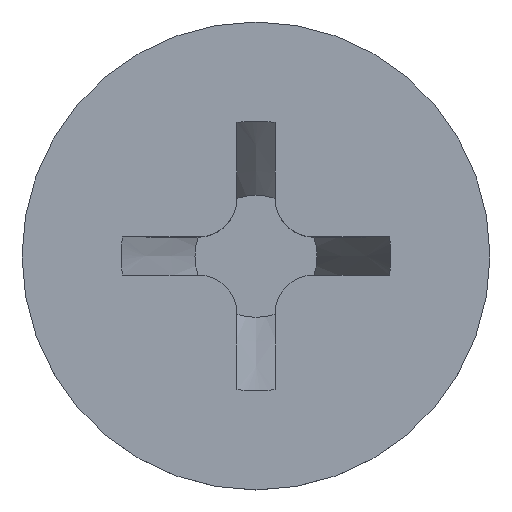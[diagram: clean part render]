
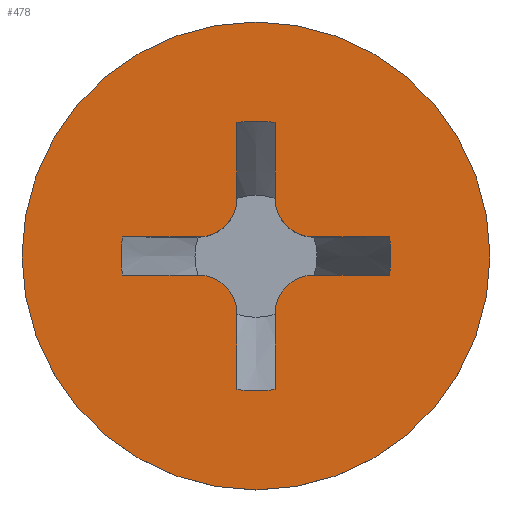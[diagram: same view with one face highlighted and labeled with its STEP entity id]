
A CAD part, top view. The second image highlights one B-rep face of the part: STEP entity #478.
In plain terms, the highlighted planar face has unit normal (0, 0, 1).
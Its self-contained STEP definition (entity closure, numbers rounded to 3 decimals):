
#38=FACE_BOUND('',#131,.T.);
#39=LINE('',#715,#71);
#40=LINE('',#719,#72);
#41=LINE('',#723,#73);
#42=LINE('',#727,#74);
#43=LINE('',#731,#75);
#44=LINE('',#735,#76);
#45=LINE('',#739,#77);
#46=LINE('',#743,#78);
#47=LINE('',#747,#79);
#48=LINE('',#751,#80);
#49=LINE('',#755,#81);
#50=LINE('',#759,#82);
#71=VECTOR('',#577,1.);
#72=VECTOR('',#580,1.);
#73=VECTOR('',#583,1.);
#74=VECTOR('',#586,1.);
#75=VECTOR('',#589,1.);
#76=VECTOR('',#592,1.);
#77=VECTOR('',#595,1.);
#78=VECTOR('',#598,1.);
#79=VECTOR('',#601,1.);
#80=VECTOR('',#604,1.);
#81=VECTOR('',#607,1.);
#82=VECTOR('',#610,1.);
#103=FACE_OUTER_BOUND('',#130,.T.);
#130=EDGE_LOOP('',(#297));
#131=EDGE_LOOP('',(#298,#299,#300,#301,#302,#303,#304,#305,#306,#307,#308,
#309,#310,#311,#312,#313,#314,#315,#316,#317,#318,#319,#320,#321));
#158=CIRCLE('',#520,4.6);
#159=CIRCLE('',#521,0.76);
#160=CIRCLE('',#522,2.65);
#161=CIRCLE('',#523,2.65);
#162=CIRCLE('',#524,0.76);
#163=CIRCLE('',#525,2.65);
#164=CIRCLE('',#526,2.65);
#165=CIRCLE('',#527,0.76);
#166=CIRCLE('',#528,2.65);
#167=CIRCLE('',#529,2.65);
#168=CIRCLE('',#530,0.76);
#169=CIRCLE('',#531,2.65);
#170=CIRCLE('',#532,2.65);
#183=VERTEX_POINT('',#711);
#184=VERTEX_POINT('',#713);
#185=VERTEX_POINT('',#714);
#186=VERTEX_POINT('',#716);
#187=VERTEX_POINT('',#718);
#188=VERTEX_POINT('',#720);
#189=VERTEX_POINT('',#722);
#190=VERTEX_POINT('',#724);
#191=VERTEX_POINT('',#726);
#192=VERTEX_POINT('',#728);
#193=VERTEX_POINT('',#730);
#194=VERTEX_POINT('',#732);
#195=VERTEX_POINT('',#734);
#196=VERTEX_POINT('',#736);
#197=VERTEX_POINT('',#738);
#198=VERTEX_POINT('',#740);
#199=VERTEX_POINT('',#742);
#200=VERTEX_POINT('',#744);
#201=VERTEX_POINT('',#746);
#202=VERTEX_POINT('',#748);
#203=VERTEX_POINT('',#750);
#204=VERTEX_POINT('',#752);
#205=VERTEX_POINT('',#754);
#206=VERTEX_POINT('',#756);
#207=VERTEX_POINT('',#758);
#228=EDGE_CURVE('',#183,#183,#158,.T.);
#229=EDGE_CURVE('',#184,#185,#39,.T.);
#230=EDGE_CURVE('',#185,#186,#159,.T.);
#231=EDGE_CURVE('',#186,#187,#40,.T.);
#232=EDGE_CURVE('',#188,#187,#160,.T.);
#233=EDGE_CURVE('',#188,#189,#41,.T.);
#234=EDGE_CURVE('',#190,#189,#161,.T.);
#235=EDGE_CURVE('',#190,#191,#42,.T.);
#236=EDGE_CURVE('',#191,#192,#162,.T.);
#237=EDGE_CURVE('',#192,#193,#43,.T.);
#238=EDGE_CURVE('',#194,#193,#163,.T.);
#239=EDGE_CURVE('',#194,#195,#44,.T.);
#240=EDGE_CURVE('',#196,#195,#164,.T.);
#241=EDGE_CURVE('',#196,#197,#45,.T.);
#242=EDGE_CURVE('',#197,#198,#165,.T.);
#243=EDGE_CURVE('',#198,#199,#46,.T.);
#244=EDGE_CURVE('',#200,#199,#166,.T.);
#245=EDGE_CURVE('',#200,#201,#47,.T.);
#246=EDGE_CURVE('',#202,#201,#167,.T.);
#247=EDGE_CURVE('',#202,#203,#48,.T.);
#248=EDGE_CURVE('',#203,#204,#168,.T.);
#249=EDGE_CURVE('',#204,#205,#49,.T.);
#250=EDGE_CURVE('',#206,#205,#169,.T.);
#251=EDGE_CURVE('',#206,#207,#50,.T.);
#252=EDGE_CURVE('',#184,#207,#170,.T.);
#297=ORIENTED_EDGE('',*,*,#228,.T.);
#298=ORIENTED_EDGE('',*,*,#229,.T.);
#299=ORIENTED_EDGE('',*,*,#230,.T.);
#300=ORIENTED_EDGE('',*,*,#231,.T.);
#301=ORIENTED_EDGE('',*,*,#232,.F.);
#302=ORIENTED_EDGE('',*,*,#233,.T.);
#303=ORIENTED_EDGE('',*,*,#234,.F.);
#304=ORIENTED_EDGE('',*,*,#235,.T.);
#305=ORIENTED_EDGE('',*,*,#236,.T.);
#306=ORIENTED_EDGE('',*,*,#237,.T.);
#307=ORIENTED_EDGE('',*,*,#238,.F.);
#308=ORIENTED_EDGE('',*,*,#239,.T.);
#309=ORIENTED_EDGE('',*,*,#240,.F.);
#310=ORIENTED_EDGE('',*,*,#241,.T.);
#311=ORIENTED_EDGE('',*,*,#242,.T.);
#312=ORIENTED_EDGE('',*,*,#243,.T.);
#313=ORIENTED_EDGE('',*,*,#244,.F.);
#314=ORIENTED_EDGE('',*,*,#245,.T.);
#315=ORIENTED_EDGE('',*,*,#246,.F.);
#316=ORIENTED_EDGE('',*,*,#247,.T.);
#317=ORIENTED_EDGE('',*,*,#248,.T.);
#318=ORIENTED_EDGE('',*,*,#249,.T.);
#319=ORIENTED_EDGE('',*,*,#250,.F.);
#320=ORIENTED_EDGE('',*,*,#251,.T.);
#321=ORIENTED_EDGE('',*,*,#252,.F.);
#435=PLANE('',#519);
#478=ADVANCED_FACE('',(#103,#38),#435,.T.);
#519=AXIS2_PLACEMENT_3D('',#710,#573,#574);
#520=AXIS2_PLACEMENT_3D('',#712,#575,#576);
#521=AXIS2_PLACEMENT_3D('',#717,#578,#579);
#522=AXIS2_PLACEMENT_3D('',#721,#581,#582);
#523=AXIS2_PLACEMENT_3D('',#725,#584,#585);
#524=AXIS2_PLACEMENT_3D('',#729,#587,#588);
#525=AXIS2_PLACEMENT_3D('',#733,#590,#591);
#526=AXIS2_PLACEMENT_3D('',#737,#593,#594);
#527=AXIS2_PLACEMENT_3D('',#741,#596,#597);
#528=AXIS2_PLACEMENT_3D('',#745,#599,#600);
#529=AXIS2_PLACEMENT_3D('',#749,#602,#603);
#530=AXIS2_PLACEMENT_3D('',#753,#605,#606);
#531=AXIS2_PLACEMENT_3D('',#757,#608,#609);
#532=AXIS2_PLACEMENT_3D('',#760,#611,#612);
#573=DIRECTION('center_axis',(0.,0.,1.));
#574=DIRECTION('ref_axis',(1.,0.,0.));
#575=DIRECTION('center_axis',(0.,0.,1.));
#576=DIRECTION('ref_axis',(1.,0.,0.));
#577=DIRECTION('',(-1.,0.,0.));
#578=DIRECTION('center_axis',(0.,0.,1.));
#579=DIRECTION('ref_axis',(1.,0.,0.));
#580=DIRECTION('',(0.,-1.,0.));
#581=DIRECTION('center_axis',(0.,0.,1.));
#582=DIRECTION('ref_axis',(1.,0.,0.));
#583=DIRECTION('',(-1.,0.,0.));
#584=DIRECTION('center_axis',(0.,0.,1.));
#585=DIRECTION('ref_axis',(1.,0.,0.));
#586=DIRECTION('',(0.,1.,0.));
#587=DIRECTION('center_axis',(0.,0.,1.));
#588=DIRECTION('ref_axis',(1.,0.,0.));
#589=DIRECTION('',(-1.,0.,0.));
#590=DIRECTION('center_axis',(0.,0.,1.));
#591=DIRECTION('ref_axis',(1.,0.,0.));
#592=DIRECTION('',(0.,1.,0.));
#593=DIRECTION('center_axis',(0.,0.,1.));
#594=DIRECTION('ref_axis',(1.,0.,0.));
#595=DIRECTION('',(1.,0.,0.));
#596=DIRECTION('center_axis',(0.,0.,1.));
#597=DIRECTION('ref_axis',(1.,0.,0.));
#598=DIRECTION('',(0.,1.,0.));
#599=DIRECTION('center_axis',(0.,0.,1.));
#600=DIRECTION('ref_axis',(1.,0.,0.));
#601=DIRECTION('',(1.,0.,0.));
#602=DIRECTION('center_axis',(0.,0.,1.));
#603=DIRECTION('ref_axis',(1.,0.,0.));
#604=DIRECTION('',(0.,-1.,0.));
#605=DIRECTION('center_axis',(0.,0.,1.));
#606=DIRECTION('ref_axis',(1.,0.,0.));
#607=DIRECTION('',(1.,0.,0.));
#608=DIRECTION('center_axis',(0.,0.,1.));
#609=DIRECTION('ref_axis',(1.,0.,0.));
#610=DIRECTION('',(0.,-1.,0.));
#611=DIRECTION('center_axis',(0.,0.,1.));
#612=DIRECTION('ref_axis',(1.,0.,0.));
#710=CARTESIAN_POINT('Origin',(0.,0.,2.5));
#711=CARTESIAN_POINT('',(-4.6,0.,2.5));
#712=CARTESIAN_POINT('Origin',(0.,0.,2.5));
#713=CARTESIAN_POINT('',(2.623,-0.375,2.5));
#714=CARTESIAN_POINT('',(1.135,-0.375,2.5));
#715=CARTESIAN_POINT('',(2.645,-0.375,2.5));
#716=CARTESIAN_POINT('',(0.375,-1.135,2.5));
#717=CARTESIAN_POINT('Origin',(1.135,-1.135,2.5));
#718=CARTESIAN_POINT('',(0.375,-2.623,2.5));
#719=CARTESIAN_POINT('',(0.375,-1.135,2.5));
#720=CARTESIAN_POINT('',(0.163,-2.645,2.5));
#721=CARTESIAN_POINT('Origin',(0.,0.,2.5));
#722=CARTESIAN_POINT('',(-0.163,-2.645,2.5));
#723=CARTESIAN_POINT('',(0.375,-2.645,2.5));
#724=CARTESIAN_POINT('',(-0.375,-2.623,2.5));
#725=CARTESIAN_POINT('Origin',(0.,0.,2.5));
#726=CARTESIAN_POINT('',(-0.375,-1.135,2.5));
#727=CARTESIAN_POINT('',(-0.375,-2.645,2.5));
#728=CARTESIAN_POINT('',(-1.135,-0.375,2.5));
#729=CARTESIAN_POINT('Origin',(-1.135,-1.135,2.5));
#730=CARTESIAN_POINT('',(-2.623,-0.375,2.5));
#731=CARTESIAN_POINT('',(-1.135,-0.375,2.5));
#732=CARTESIAN_POINT('',(-2.645,-0.163,2.5));
#733=CARTESIAN_POINT('Origin',(0.,0.,2.5));
#734=CARTESIAN_POINT('',(-2.645,0.163,2.5));
#735=CARTESIAN_POINT('',(-2.645,-0.375,2.5));
#736=CARTESIAN_POINT('',(-2.623,0.375,2.5));
#737=CARTESIAN_POINT('Origin',(0.,0.,2.5));
#738=CARTESIAN_POINT('',(-1.135,0.375,2.5));
#739=CARTESIAN_POINT('',(-2.645,0.375,2.5));
#740=CARTESIAN_POINT('',(-0.375,1.135,2.5));
#741=CARTESIAN_POINT('Origin',(-1.135,1.135,2.5));
#742=CARTESIAN_POINT('',(-0.375,2.623,2.5));
#743=CARTESIAN_POINT('',(-0.375,1.135,2.5));
#744=CARTESIAN_POINT('',(-0.163,2.645,2.5));
#745=CARTESIAN_POINT('Origin',(0.,0.,2.5));
#746=CARTESIAN_POINT('',(0.163,2.645,2.5));
#747=CARTESIAN_POINT('',(-0.375,2.645,2.5));
#748=CARTESIAN_POINT('',(0.375,2.623,2.5));
#749=CARTESIAN_POINT('Origin',(0.,0.,2.5));
#750=CARTESIAN_POINT('',(0.375,1.135,2.5));
#751=CARTESIAN_POINT('',(0.375,2.645,2.5));
#752=CARTESIAN_POINT('',(1.135,0.375,2.5));
#753=CARTESIAN_POINT('Origin',(1.135,1.135,2.5));
#754=CARTESIAN_POINT('',(2.623,0.375,2.5));
#755=CARTESIAN_POINT('',(1.135,0.375,2.5));
#756=CARTESIAN_POINT('',(2.645,0.163,2.5));
#757=CARTESIAN_POINT('Origin',(0.,0.,2.5));
#758=CARTESIAN_POINT('',(2.645,-0.163,2.5));
#759=CARTESIAN_POINT('',(2.645,0.375,2.5));
#760=CARTESIAN_POINT('Origin',(0.,0.,2.5));
